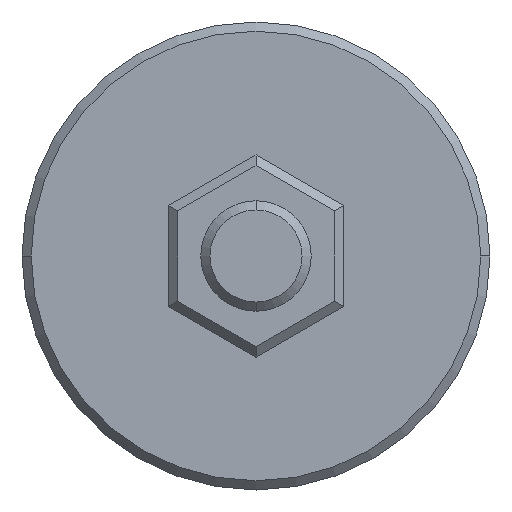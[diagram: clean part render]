
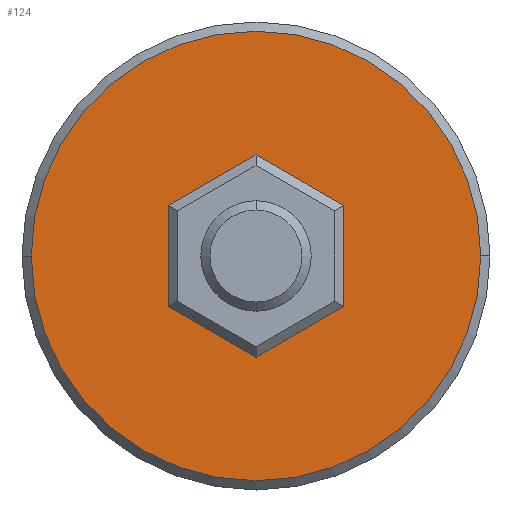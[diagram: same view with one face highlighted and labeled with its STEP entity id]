
A CAD part, front view. The second image highlights one B-rep face of the part: STEP entity #124.
In plain terms, the highlighted planar face has unit normal (0, -1, 0).
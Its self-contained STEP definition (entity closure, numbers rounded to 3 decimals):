
#26 = LINE ( 'NONE', #462, #468 ) ;
#41 = EDGE_CURVE ( 'NONE', #665, #245, #325, .T. ) ;
#49 = ORIENTED_EDGE ( 'NONE', *, *, #41, .T. ) ;
#67 = CARTESIAN_POINT ( 'NONE',  ( -9.5, 0., -5.485 ) ) ;
#71 = VERTEX_POINT ( 'NONE', #553 ) ;
#73 = DIRECTION ( 'NONE',  ( -0.866, 0., 0.5 ) ) ;
#80 = DIRECTION ( 'NONE',  ( 0., -1., 0. ) ) ;
#85 = ORIENTED_EDGE ( 'NONE', *, *, #340, .T. ) ;
#86 = VECTOR ( 'NONE', #73, 1000. ) ;
#97 = AXIS2_PLACEMENT_3D ( 'NONE', #423, #651, #591 ) ;
#108 = CARTESIAN_POINT ( 'NONE',  ( -9.5, 0., 5.485 ) ) ;
#124 = ADVANCED_FACE ( 'NONE', ( #212, #333 ), #453, .T. ) ;
#125 = AXIS2_PLACEMENT_3D ( 'NONE', #518, #80, #698 ) ;
#135 = EDGE_CURVE ( 'NONE', #71, #685, #159, .T. ) ;
#140 = DIRECTION ( 'NONE',  ( 0., 1., 0. ) ) ;
#151 = CARTESIAN_POINT ( 'NONE',  ( -9.5, 0., 0. ) ) ;
#159 = CIRCLE ( 'NONE', #355, 24.4 ) ;
#173 = ORIENTED_EDGE ( 'NONE', *, *, #135, .F. ) ;
#176 = CARTESIAN_POINT ( 'NONE',  ( 0., 0., 10.97 ) ) ;
#212 = FACE_OUTER_BOUND ( 'NONE', #682, .T. ) ;
#215 = DIRECTION ( 'NONE',  ( -1., 0., 0. ) ) ;
#219 = CARTESIAN_POINT ( 'NONE',  ( 0., 0., 0. ) ) ;
#245 = VERTEX_POINT ( 'NONE', #778 ) ;
#252 = ORIENTED_EDGE ( 'NONE', *, *, #697, .F. ) ;
#259 = CARTESIAN_POINT ( 'NONE',  ( 0., 0., 10.97 ) ) ;
#292 = VECTOR ( 'NONE', #705, 1000. ) ;
#325 = LINE ( 'NONE', #259, #500 ) ;
#333 = FACE_BOUND ( 'NONE', #436, .T. ) ;
#335 = ORIENTED_EDGE ( 'NONE', *, *, #587, .T. ) ;
#340 = EDGE_CURVE ( 'NONE', #737, #665, #710, .T. ) ;
#343 = EDGE_CURVE ( 'NONE', #373, #784, #735, .T. ) ;
#355 = AXIS2_PLACEMENT_3D ( 'NONE', #219, #140, #215 ) ;
#373 = VERTEX_POINT ( 'NONE', #684 ) ;
#401 = CARTESIAN_POINT ( 'NONE',  ( 9.5, 0., -5.485 ) ) ;
#407 = VECTOR ( 'NONE', #448, 1000. ) ;
#410 = DIRECTION ( 'NONE',  ( -0.866, 0., -0.5 ) ) ;
#415 = CARTESIAN_POINT ( 'NONE',  ( 24.4, 0., 0. ) ) ;
#417 = ORIENTED_EDGE ( 'NONE', *, *, #343, .T. ) ;
#423 = CARTESIAN_POINT ( 'NONE',  ( 0., 0., 0. ) ) ;
#436 = EDGE_LOOP ( 'NONE', ( #640, #335, #417, #745, #85, #49 ) ) ;
#448 = DIRECTION ( 'NONE',  ( 0.866, 0., 0.5 ) ) ;
#453 = PLANE ( 'NONE',  #125 ) ;
#454 = LINE ( 'NONE', #151, #292 ) ;
#462 = CARTESIAN_POINT ( 'NONE',  ( 9.5, 0., -5.485 ) ) ;
#468 = VECTOR ( 'NONE', #410, 1000. ) ;
#488 = CARTESIAN_POINT ( 'NONE',  ( -9.5, 0., 5.485 ) ) ;
#495 = CARTESIAN_POINT ( 'NONE',  ( 0., 0., -10.97 ) ) ;
#500 = VECTOR ( 'NONE', #507, 1000. ) ;
#506 = EDGE_CURVE ( 'NONE', #784, #737, #454, .T. ) ;
#507 = DIRECTION ( 'NONE',  ( 0.866, 0., -0.5 ) ) ;
#517 = CARTESIAN_POINT ( 'NONE',  ( 9.5, 0., 0. ) ) ;
#518 = CARTESIAN_POINT ( 'NONE',  ( -25.4, 0., 0. ) ) ;
#542 = VERTEX_POINT ( 'NONE', #401 ) ;
#552 = EDGE_CURVE ( 'NONE', #245, #542, #771, .T. ) ;
#553 = CARTESIAN_POINT ( 'NONE',  ( -24.4, 0., 0. ) ) ;
#587 = EDGE_CURVE ( 'NONE', #542, #373, #26, .T. ) ;
#591 = DIRECTION ( 'NONE',  ( -1., 0., 0. ) ) ;
#607 = VECTOR ( 'NONE', #695, 1000. ) ;
#640 = ORIENTED_EDGE ( 'NONE', *, *, #552, .T. ) ;
#651 = DIRECTION ( 'NONE',  ( 0., 1., 0. ) ) ;
#665 = VERTEX_POINT ( 'NONE', #176 ) ;
#682 = EDGE_LOOP ( 'NONE', ( #173, #252 ) ) ;
#684 = CARTESIAN_POINT ( 'NONE',  ( 0., 0., -10.97 ) ) ;
#685 = VERTEX_POINT ( 'NONE', #415 ) ;
#695 = DIRECTION ( 'NONE',  ( 0., 0., -1. ) ) ;
#697 = EDGE_CURVE ( 'NONE', #685, #71, #714, .T. ) ;
#698 = DIRECTION ( 'NONE',  ( 1., 0., 0. ) ) ;
#705 = DIRECTION ( 'NONE',  ( 0., 0., 1. ) ) ;
#710 = LINE ( 'NONE', #108, #407 ) ;
#714 = CIRCLE ( 'NONE', #97, 24.4 ) ;
#735 = LINE ( 'NONE', #495, #86 ) ;
#737 = VERTEX_POINT ( 'NONE', #488 ) ;
#745 = ORIENTED_EDGE ( 'NONE', *, *, #506, .T. ) ;
#771 = LINE ( 'NONE', #517, #607 ) ;
#778 = CARTESIAN_POINT ( 'NONE',  ( 9.5, 0., 5.485 ) ) ;
#784 = VERTEX_POINT ( 'NONE', #67 ) ;
